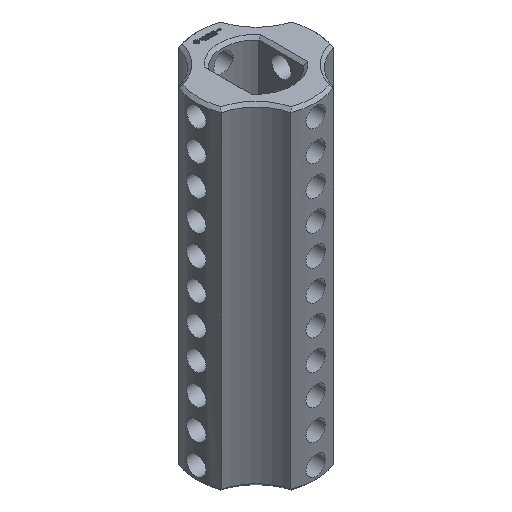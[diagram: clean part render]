
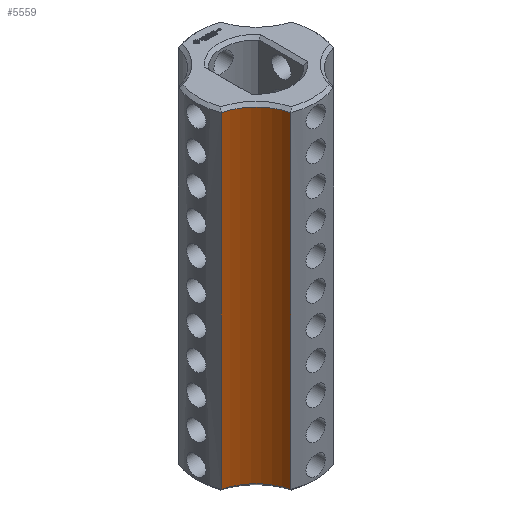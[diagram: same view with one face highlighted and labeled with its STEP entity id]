
A CAD part, isometric view. The second image highlights one B-rep face of the part: STEP entity #5559.
In plain terms, the highlighted cylindrical face has radius 5 mm (diameter 10 mm), a partial arc.
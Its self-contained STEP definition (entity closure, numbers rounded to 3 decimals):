
#1327 = EDGE_CURVE('',#1328,#1330,#1332,.T.);
#1328 = VERTEX_POINT('',#1329);
#1329 = CARTESIAN_POINT('',(-2.225,-5.841,0.3));
#1330 = VERTEX_POINT('',#1331);
#1331 = CARTESIAN_POINT('',(-2.225,-5.841,34.075));
#1332 = LINE('',#1333,#1334);
#1333 = CARTESIAN_POINT('',(-2.225,-5.841,0.));
#1334 = VECTOR('',#1335,1.);
#1335 = DIRECTION('',(0.,0.,1.));
#5559 = ADVANCED_FACE('',(#5560),#5587,.F.);
#5560 = FACE_BOUND('',#5561,.T.);
#5561 = EDGE_LOOP('',(#5562,#5563,#5572,#5580));
#5562 = ORIENTED_EDGE('',*,*,#1327,.T.);
#5563 = ORIENTED_EDGE('',*,*,#5564,.T.);
#5564 = EDGE_CURVE('',#1330,#5565,#5567,.T.);
#5565 = VERTEX_POINT('',#5566);
#5566 = CARTESIAN_POINT('',(-5.841,-2.225,34.075));
#5567 = CIRCLE('',#5568,5.);
#5568 = AXIS2_PLACEMENT_3D('',#5569,#5570,#5571);
#5569 = CARTESIAN_POINT('',(-7.071,-7.071,34.075));
#5570 = DIRECTION('',(0.,-0.,1.));
#5571 = DIRECTION('',(0.969,0.246,0.));
#5572 = ORIENTED_EDGE('',*,*,#5573,.F.);
#5573 = EDGE_CURVE('',#5574,#5565,#5576,.T.);
#5574 = VERTEX_POINT('',#5575);
#5575 = CARTESIAN_POINT('',(-5.841,-2.225,0.3));
#5576 = LINE('',#5577,#5578);
#5577 = CARTESIAN_POINT('',(-5.841,-2.225,0.));
#5578 = VECTOR('',#5579,1.);
#5579 = DIRECTION('',(0.,0.,1.));
#5580 = ORIENTED_EDGE('',*,*,#5581,.F.);
#5581 = EDGE_CURVE('',#1328,#5574,#5582,.T.);
#5582 = CIRCLE('',#5583,5.);
#5583 = AXIS2_PLACEMENT_3D('',#5584,#5585,#5586);
#5584 = CARTESIAN_POINT('',(-7.071,-7.071,0.3));
#5585 = DIRECTION('',(0.,-0.,1.));
#5586 = DIRECTION('',(0.969,0.246,0.));
#5587 = CYLINDRICAL_SURFACE('',#5588,5.);
#5588 = AXIS2_PLACEMENT_3D('',#5589,#5590,#5591);
#5589 = CARTESIAN_POINT('',(-7.071,-7.071,0.));
#5590 = DIRECTION('',(-0.,-0.,-1.));
#5591 = DIRECTION('',(1.,0.,0.));
